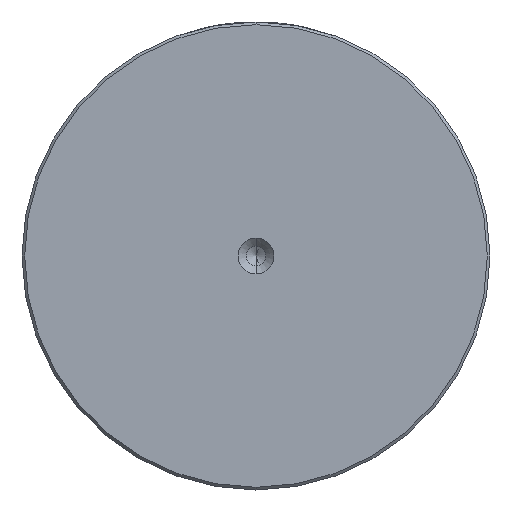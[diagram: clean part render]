
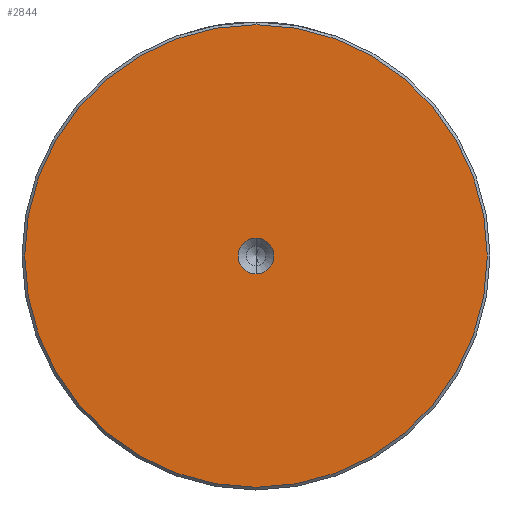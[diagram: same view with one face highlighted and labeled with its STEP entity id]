
A CAD part, left-side view. The second image highlights one B-rep face of the part: STEP entity #2844.
In plain terms, the highlighted planar face has unit normal (-1, 0, 0).
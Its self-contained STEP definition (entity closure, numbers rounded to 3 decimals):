
#59 = EDGE_CURVE ( 'NONE', #129, #3021, #1247, .T. ) ;
#129 = VERTEX_POINT ( 'NONE', #1948 ) ;
#161 = DIRECTION ( 'NONE',  ( -1., 0., 0. ) ) ;
#187 = FACE_OUTER_BOUND ( 'NONE', #1407, .T. ) ;
#202 = EDGE_CURVE ( 'NONE', #3021, #129, #932, .T. ) ;
#213 = CIRCLE ( 'NONE', #3031, 3.3 ) ;
#347 = DIRECTION ( 'NONE',  ( 0., 0., 1. ) ) ;
#490 = ORIENTED_EDGE ( 'NONE', *, *, #202, .T. ) ;
#526 = DIRECTION ( 'NONE',  ( 0., 0., 1. ) ) ;
#610 = DIRECTION ( 'NONE',  ( -1., 0., 0. ) ) ;
#735 = CARTESIAN_POINT ( 'NONE',  ( 0., 0., 0. ) ) ;
#780 = VERTEX_POINT ( 'NONE', #2349 ) ;
#801 = EDGE_CURVE ( 'NONE', #3053, #780, #213, .T. ) ;
#843 = CARTESIAN_POINT ( 'NONE',  ( 0., 0., -3.3 ) ) ;
#867 = ORIENTED_EDGE ( 'NONE', *, *, #801, .F. ) ;
#889 = AXIS2_PLACEMENT_3D ( 'NONE', #735, #610, #526 ) ;
#929 = DIRECTION ( 'NONE',  ( -1., 0., 0. ) ) ;
#932 = CIRCLE ( 'NONE', #889, 42.5 ) ;
#1031 = AXIS2_PLACEMENT_3D ( 'NONE', #1569, #161, #1816 ) ;
#1137 = EDGE_CURVE ( 'NONE', #780, #3053, #1178, .T. ) ;
#1156 = ORIENTED_EDGE ( 'NONE', *, *, #59, .T. ) ;
#1178 = CIRCLE ( 'NONE', #1031, 3.3 ) ;
#1197 = AXIS2_PLACEMENT_3D ( 'NONE', #1532, #1768, #347 ) ;
#1247 = CIRCLE ( 'NONE', #2220, 42.5 ) ;
#1407 = EDGE_LOOP ( 'NONE', ( #1156, #490 ) ) ;
#1439 = FACE_BOUND ( 'NONE', #2924, .T. ) ;
#1532 = CARTESIAN_POINT ( 'NONE',  ( 0., 0., 0. ) ) ;
#1569 = CARTESIAN_POINT ( 'NONE',  ( 0., 0., 0. ) ) ;
#1681 = ORIENTED_EDGE ( 'NONE', *, *, #1137, .F. ) ;
#1768 = DIRECTION ( 'NONE',  ( -1., 0., 0. ) ) ;
#1816 = DIRECTION ( 'NONE',  ( 0., 0., 1. ) ) ;
#1948 = CARTESIAN_POINT ( 'NONE',  ( 0., 0., -42.5 ) ) ;
#2220 = AXIS2_PLACEMENT_3D ( 'NONE', #2945, #2933, #2906 ) ;
#2252 = CARTESIAN_POINT ( 'NONE',  ( 0., 0., 42.5 ) ) ;
#2349 = CARTESIAN_POINT ( 'NONE',  ( 0., 0., 3.3 ) ) ;
#2357 = CARTESIAN_POINT ( 'NONE',  ( 0., 0., 0. ) ) ;
#2606 = DIRECTION ( 'NONE',  ( 0., 0., 1. ) ) ;
#2844 = ADVANCED_FACE ( 'NONE', ( #187, #1439 ), #2964, .T. ) ;
#2906 = DIRECTION ( 'NONE',  ( 0., 0., 1. ) ) ;
#2924 = EDGE_LOOP ( 'NONE', ( #1681, #867 ) ) ;
#2933 = DIRECTION ( 'NONE',  ( -1., 0., 0. ) ) ;
#2945 = CARTESIAN_POINT ( 'NONE',  ( 0., 0., 0. ) ) ;
#2964 = PLANE ( 'NONE',  #1197 ) ;
#3021 = VERTEX_POINT ( 'NONE', #2252 ) ;
#3031 = AXIS2_PLACEMENT_3D ( 'NONE', #2357, #929, #2606 ) ;
#3053 = VERTEX_POINT ( 'NONE', #843 ) ;
